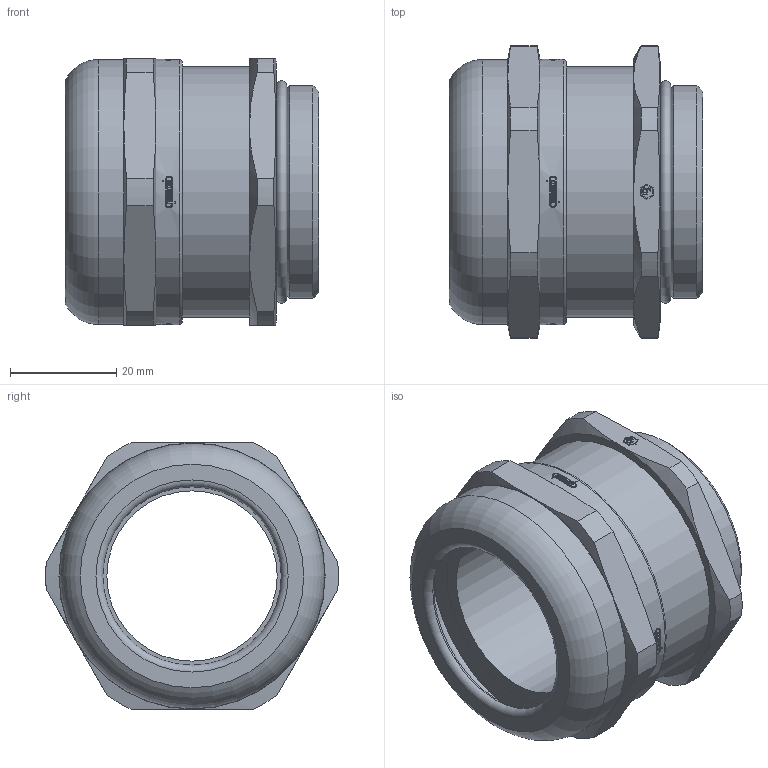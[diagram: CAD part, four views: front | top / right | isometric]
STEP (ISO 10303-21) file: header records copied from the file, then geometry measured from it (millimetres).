
FILE_DESCRIPTION(/* description */ ('HSK-M-Ex Metr.-HSK-Ex-e Standard Cable Glands'),/* implementation_level */ '2;1');
FILE_NAME(/* name */ '1610400050.stp',/* time_stamp */ '2021-10-13T14:27:20+02:00',/* author */ ('sl'),/* organization */ ('HUMMEL'),/* preprocessor_version */ 'ST-DEVELOPER v16.5',/* originating_system */ 'Autodesk Inventor 2017',/* authorisation */ '');
FILE_SCHEMA (('AUTOMOTIVE_DESIGN { 1 0 10303 214 3 1 1 }'));
Length unit declared in the file: millimetre
Products named in the file (6): HSK-M-Ex 1.610.4000.50(1); HSK-M-Ex 1.610.4000.50-Nut; HSK-M-Ex 1.610.4000.50(1)-Gland; HSK-M-Ex 1.610.4000.50-Clamping Insert; HSK-M-Ex 1.610.4000.50(1)-Sealing insert; HSK-M-Ex 1.610.4000.50(1)-O-Ring
Assembly tree (5 placements, depth 2):
  HSK-M-Ex 1.610.4000.50(1)
    HSK-M-Ex 1.610.4000.50-Nut
    HSK-M-Ex 1.610.4000.50(1)-Gland
    HSK-M-Ex 1.610.4000.50-Clamping Insert
    HSK-M-Ex 1.610.4000.50(1)-Sealing insert
    HSK-M-Ex 1.610.4000.50(1)-O-Ring
Bounding box: 47.6 x 54.99 x 50 mm (x, y, z)
Volume: 41917 mm3; surface area: 33733.3 mm2
Topology: 5 solids, 5 shells, 455 faces, 1197 edges, 787 vertices
Faces by surface type: plane 343, cylinder 80, cone 26, torus 6
Full cylindrical faces by diameter (mm): 32 x1, 33.2 x1, 33.5 x1, 35.4 x2, 37 x2, 37.8 x1, 40 x1, 42.6 x2, 44.1 x2, 45.48 x1, 46.24 x1, 47 x1, 49.8 x2
Entity records: 14575 total; most frequent: CARTESIAN_POINT 3088, DIRECTION 2427, ORIENTED_EDGE 2324, EDGE_CURVE 1162, AXIS2_PLACEMENT_3D 873, VERTEX_POINT 784, LINE 681, VECTOR 681
